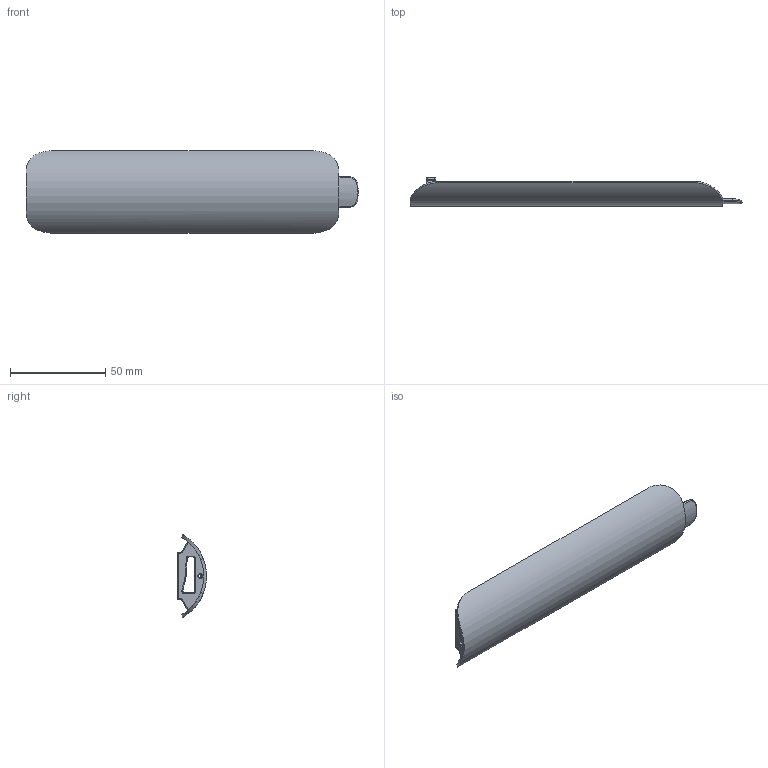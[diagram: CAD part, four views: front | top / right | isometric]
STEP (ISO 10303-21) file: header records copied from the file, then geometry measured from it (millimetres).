
FILE_DESCRIPTION(/* description */ (''),/* implementation_level */ '2;1');
FILE_NAME(/* name */ 'Porte.step',/* time_stamp */ '2023-06-08T19:14:58+02:00',/* author */ (''),/* organization */ (''),/* preprocessor_version */ 'ST-DEVELOPER v19.2',/* originating_system */ 'Autodesk Translation Framework v12.4.0.73',/* authorisation */ '');
FILE_SCHEMA (('AUTOMOTIVE_DESIGN { 1 0 10303 214 3 1 1 }'));
Length unit declared in the file: metre
Products named in the file (1): Porte
Bounding box: 174.36 x 15.2 x 43.3 mm (x, y, z)
Volume: 14053.6 mm3; surface area: 18065.9 mm2
Topology: 1 solids, 1 shells, 108 faces, 265 edges, 160 vertices
Faces by surface type: cylinder 53, torus 23, plane 20, bspline 12
Full cylindrical faces by diameter (mm): 2 x1
Entity records: 6127 total; most frequent: CARTESIAN_POINT 3563, DIRECTION 542, ORIENTED_EDGE 530, EDGE_CURVE 265, AXIS2_PLACEMENT_3D 222, VERTEX_POINT 160, CIRCLE 125, EDGE_LOOP 113
